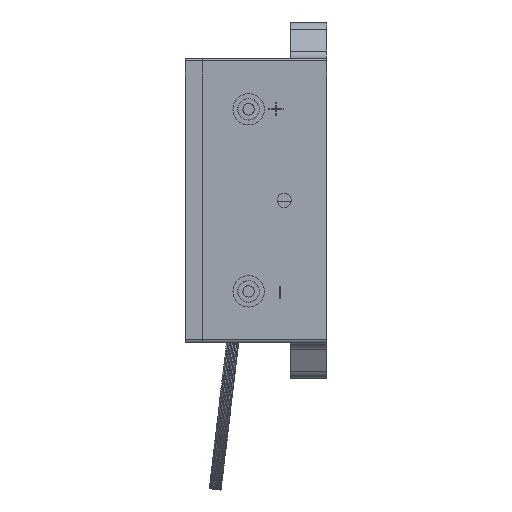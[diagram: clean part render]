
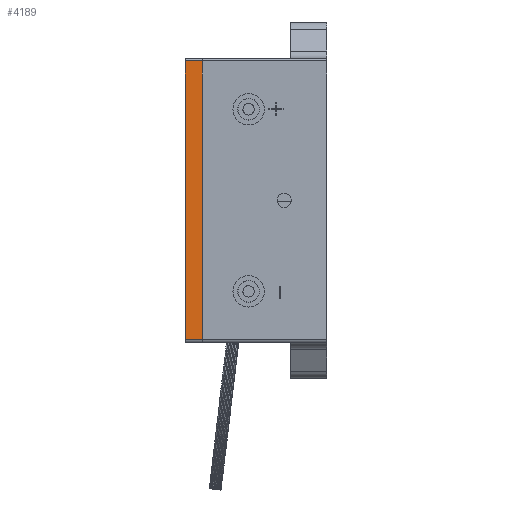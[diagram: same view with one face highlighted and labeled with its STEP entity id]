
A CAD part, left-side view. The second image highlights one B-rep face of the part: STEP entity #4189.
In plain terms, the highlighted planar face has unit normal (-1, 0, 0).
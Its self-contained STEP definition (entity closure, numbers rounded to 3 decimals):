
#349 = CARTESIAN_POINT ( 'NONE',  ( -113.039, -4.855, 24.5 ) ) ;
#417 = DIRECTION ( 'NONE',  ( 0., 0., -1. ) ) ;
#504 = FACE_OUTER_BOUND ( 'NONE', #1192, .T. ) ;
#636 = CARTESIAN_POINT ( 'NONE',  ( -113.039, -4.855, -25. ) ) ;
#739 = VECTOR ( 'NONE', #1243, 1000. ) ;
#1067 = VECTOR ( 'NONE', #3316, 1000. ) ;
#1192 = EDGE_LOOP ( 'NONE', ( #1751, #4425, #3634, #4000 ) ) ;
#1243 = DIRECTION ( 'NONE',  ( 0., 0., 1. ) ) ;
#1305 = VECTOR ( 'NONE', #6671, 1000. ) ;
#1389 = VECTOR ( 'NONE', #1491, 1000. ) ;
#1463 = CARTESIAN_POINT ( 'NONE',  ( -113.039, -7.855, -25. ) ) ;
#1471 = VERTEX_POINT ( 'NONE', #349 ) ;
#1491 = DIRECTION ( 'NONE',  ( 0., 1., 0. ) ) ;
#1700 = LINE ( 'NONE', #5480, #1305 ) ;
#1751 = ORIENTED_EDGE ( 'NONE', *, *, #7639, .F. ) ;
#2054 = LINE ( 'NONE', #6415, #1389 ) ;
#2238 = DIRECTION ( 'NONE',  ( 1., 0., 0. ) ) ;
#2683 = VERTEX_POINT ( 'NONE', #5742 ) ;
#3260 = LINE ( 'NONE', #636, #739 ) ;
#3316 = DIRECTION ( 'NONE',  ( 0., 0., 1. ) ) ;
#3450 = EDGE_CURVE ( 'NONE', #4612, #2683, #1700, .T. ) ;
#3634 = ORIENTED_EDGE ( 'NONE', *, *, #4521, .T. ) ;
#3747 = CARTESIAN_POINT ( 'NONE',  ( -113.039, -7.855, 24.5 ) ) ;
#4000 = ORIENTED_EDGE ( 'NONE', *, *, #7752, .T. ) ;
#4055 = PLANE ( 'NONE',  #4797 ) ;
#4085 = CARTESIAN_POINT ( 'NONE',  ( -113.039, -4.855, -24.5 ) ) ;
#4189 = ADVANCED_FACE ( 'NONE', ( #504 ), #4055, .F. ) ;
#4425 = ORIENTED_EDGE ( 'NONE', *, *, #3450, .T. ) ;
#4521 = EDGE_CURVE ( 'NONE', #2683, #4711, #7613, .T. ) ;
#4612 = VERTEX_POINT ( 'NONE', #4085 ) ;
#4711 = VERTEX_POINT ( 'NONE', #3747 ) ;
#4797 = AXIS2_PLACEMENT_3D ( 'NONE', #6597, #2238, #417 ) ;
#5480 = CARTESIAN_POINT ( 'NONE',  ( -113.039, -4.855, -24.5 ) ) ;
#5742 = CARTESIAN_POINT ( 'NONE',  ( -113.039, -7.855, -24.5 ) ) ;
#6415 = CARTESIAN_POINT ( 'NONE',  ( -113.039, -4.855, 24.5 ) ) ;
#6597 = CARTESIAN_POINT ( 'NONE',  ( -113.039, -4.855, -25. ) ) ;
#6671 = DIRECTION ( 'NONE',  ( 0., -1., 0. ) ) ;
#7613 = LINE ( 'NONE', #1463, #1067 ) ;
#7639 = EDGE_CURVE ( 'NONE', #4612, #1471, #3260, .T. ) ;
#7752 = EDGE_CURVE ( 'NONE', #4711, #1471, #2054, .T. ) ;
